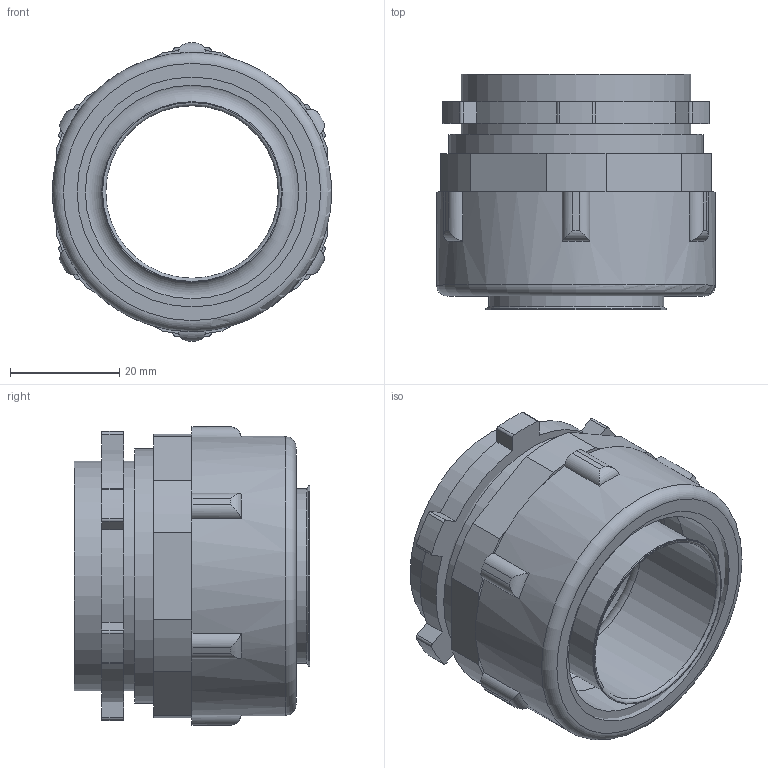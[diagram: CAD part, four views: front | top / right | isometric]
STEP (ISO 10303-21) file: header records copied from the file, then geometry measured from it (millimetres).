
FILE_DESCRIPTION(('STEP AP203'), '1');
FILE_NAME('Ìóôòà ââîäíàÿ äëÿ ìåòàëëîðóêàâà ÂÌ-32 ãàéêà ïîä ãàçîâûé êëþ÷', '', ('UNSPECIFIED'), ('UNSPECIFIED'), 'ASCON STEP Converter 1.6', 'ASCON Math Kernel', '');
FILE_SCHEMA(('CONFIG_CONTROL_DESIGN'));
Length unit declared in the file: millimetre
Products named in the file (1): -05
Bounding box: 50.99 x 43 x 54.5 mm (x, y, z)
Volume: 30182.5 mm3; surface area: 33417.3 mm2
Topology: 6 solids, 6 shells, 116 faces, 300 edges, 202 vertices
Faces by surface type: cylinder 66, plane 36, torus 13, cone 1
Full cylindrical faces by diameter (mm): 31.5 x1, 32 x1, 33 x1, 35 x1, 39 x2, 41.5 x1, 41.91 x1, 42 x1, 42.5 x1, 43 x2, 43.5 x1, 44 x1, 45.835 x1, 46.5 x1, 48 x1, 51 x1
Entity records: 4686 total; most frequent: CARTESIAN_POINT 785, DIRECTION 650, ORIENTED_EDGE 548, EDGE_CURVE 274, AXIS2_PLACEMENT_3D 271, VERTEX_POINT 202, EDGE_LOOP 160, CIRCLE 154
